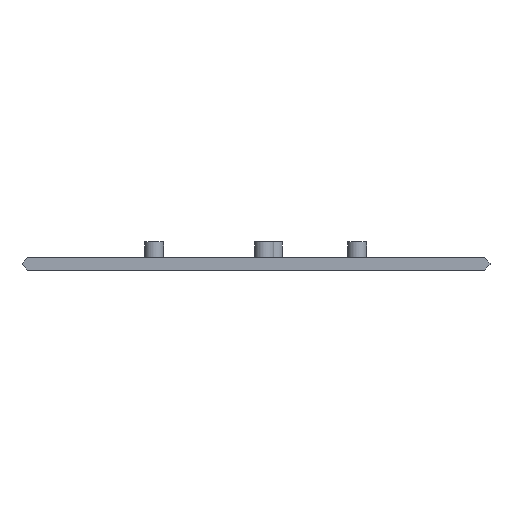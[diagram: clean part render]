
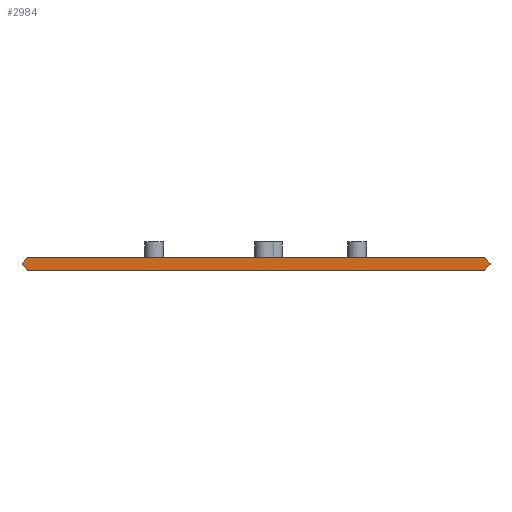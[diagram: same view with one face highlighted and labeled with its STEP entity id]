
A CAD part, front view. The second image highlights one B-rep face of the part: STEP entity #2984.
In plain terms, the highlighted planar face has unit normal (0, -1, 0).
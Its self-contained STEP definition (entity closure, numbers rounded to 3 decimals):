
#112=FACE_OUTER_BOUND('',#294,.T.);
#294=EDGE_LOOP('',(#2138,#2139,#2140,#2141,#2142,#2143,#2144,#2145));
#480=LINE('',#4107,#882);
#483=LINE('',#4112,#885);
#485=LINE('',#4116,#887);
#487=LINE('',#4120,#889);
#610=LINE('',#4381,#1012);
#611=LINE('',#4383,#1013);
#612=LINE('',#4385,#1014);
#613=LINE('',#4386,#1015);
#882=VECTOR('',#3340,10.);
#885=VECTOR('',#3345,10.);
#887=VECTOR('',#3349,10.);
#889=VECTOR('',#3353,10.);
#1012=VECTOR('',#3492,10.);
#1013=VECTOR('',#3493,10.);
#1014=VECTOR('',#3494,10.);
#1015=VECTOR('',#3495,10.);
#1283=VERTEX_POINT('',#4104);
#1284=VERTEX_POINT('',#4106);
#1285=VERTEX_POINT('',#4110);
#1286=VERTEX_POINT('',#4114);
#1287=VERTEX_POINT('',#4118);
#1417=VERTEX_POINT('',#4380);
#1418=VERTEX_POINT('',#4382);
#1419=VERTEX_POINT('',#4384);
#1568=EDGE_CURVE('',#1283,#1284,#480,.T.);
#1571=EDGE_CURVE('',#1285,#1283,#483,.T.);
#1573=EDGE_CURVE('',#1286,#1285,#485,.T.);
#1575=EDGE_CURVE('',#1287,#1286,#487,.T.);
#1705=EDGE_CURVE('',#1417,#1287,#610,.T.);
#1706=EDGE_CURVE('',#1418,#1417,#611,.T.);
#1707=EDGE_CURVE('',#1419,#1418,#612,.T.);
#1708=EDGE_CURVE('',#1284,#1419,#613,.T.);
#2138=ORIENTED_EDGE('',*,*,#1575,.F.);
#2139=ORIENTED_EDGE('',*,*,#1705,.F.);
#2140=ORIENTED_EDGE('',*,*,#1706,.F.);
#2141=ORIENTED_EDGE('',*,*,#1707,.F.);
#2142=ORIENTED_EDGE('',*,*,#1708,.F.);
#2143=ORIENTED_EDGE('',*,*,#1568,.F.);
#2144=ORIENTED_EDGE('',*,*,#1571,.F.);
#2145=ORIENTED_EDGE('',*,*,#1573,.F.);
#2842=PLANE('',#3159);
#2984=ADVANCED_FACE('',(#112),#2842,.F.);
#3159=AXIS2_PLACEMENT_3D('',#4379,#3490,#3491);
#3340=DIRECTION('',(-0.707,0.,-0.707));
#3345=DIRECTION('',(0.,0.,-1.));
#3349=DIRECTION('',(0.707,0.,-0.707));
#3353=DIRECTION('',(1.,0.,0.));
#3490=DIRECTION('center_axis',(0.,1.,0.));
#3491=DIRECTION('ref_axis',(0.,0.,1.));
#3492=DIRECTION('',(0.707,0.,0.707));
#3493=DIRECTION('',(0.,0.,1.));
#3494=DIRECTION('',(-0.707,0.,0.707));
#3495=DIRECTION('',(-1.,0.,0.));
#4104=CARTESIAN_POINT('',(74.3,-8.,-0.2));
#4106=CARTESIAN_POINT('',(72.5,-8.,-2.));
#4107=CARTESIAN_POINT('',(55.775,-8.,-18.725));
#4110=CARTESIAN_POINT('',(74.3,-8.,0.2));
#4112=CARTESIAN_POINT('',(74.3,-8.,0.1));
#4114=CARTESIAN_POINT('',(72.5,-8.,2.));
#4116=CARTESIAN_POINT('',(54.875,-8.,19.625));
#4118=CARTESIAN_POINT('',(-72.5,-8.,2.));
#4120=CARTESIAN_POINT('',(-36.25,-8.,2.));
#4379=CARTESIAN_POINT('Origin',(0.,-8.,0.));
#4380=CARTESIAN_POINT('',(-74.3,-8.,0.2));
#4381=CARTESIAN_POINT('',(-55.775,-8.,18.725));
#4382=CARTESIAN_POINT('',(-74.3,-8.,-0.2));
#4383=CARTESIAN_POINT('',(-74.3,-8.,-0.1));
#4384=CARTESIAN_POINT('',(-72.5,-8.,-2.));
#4385=CARTESIAN_POINT('',(-54.875,-8.,-19.625));
#4386=CARTESIAN_POINT('',(36.25,-8.,-2.));
